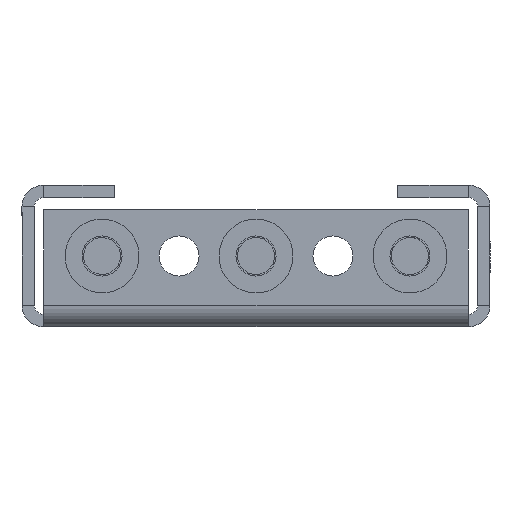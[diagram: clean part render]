
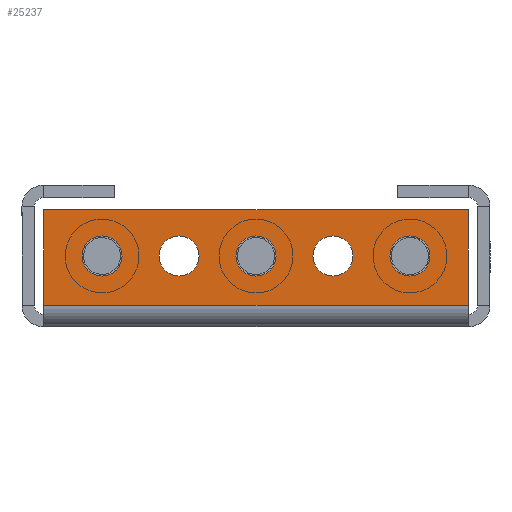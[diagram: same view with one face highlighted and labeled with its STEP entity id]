
A CAD part, left-side view. The second image highlights one B-rep face of the part: STEP entity #25237.
In plain terms, the highlighted planar face has unit normal (-1, 0, 0).
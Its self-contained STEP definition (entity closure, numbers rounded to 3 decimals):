
#53 = ORIENTED_EDGE ( 'NONE', *, *, #9623, .F. ) ;
#156 = FACE_BOUND ( 'NONE', #8642, .T. ) ;
#900 = ORIENTED_EDGE ( 'NONE', *, *, #11568, .F. ) ;
#1128 = DIRECTION ( 'NONE',  ( -1., 0., 0. ) ) ;
#1137 = CARTESIAN_POINT ( 'NONE',  ( -361.5, 9.5, 6.25 ) ) ;
#1670 = CARTESIAN_POINT ( 'NONE',  ( -361.5, 34.5, 6.25 ) ) ;
#1995 = CIRCLE ( 'NONE', #4422, 3.25 ) ;
#2100 = CARTESIAN_POINT ( 'NONE',  ( -361.5, 22., 6.25 ) ) ;
#2598 = EDGE_LOOP ( 'NONE', ( #900, #13493 ) ) ;
#2652 = VERTEX_POINT ( 'NONE', #6686 ) ;
#3121 = ORIENTED_EDGE ( 'NONE', *, *, #32831, .F. ) ;
#3170 = EDGE_CURVE ( 'NONE', #26128, #34273, #31285, .T. ) ;
#4174 = CIRCLE ( 'NONE', #30946, 3.25 ) ;
#4248 = VERTEX_POINT ( 'NONE', #13788 ) ;
#4422 = AXIS2_PLACEMENT_3D ( 'NONE', #9516, #1128, #12790 ) ;
#4578 = DIRECTION ( 'NONE',  ( 0., 0., 1. ) ) ;
#4838 = EDGE_CURVE ( 'NONE', #8946, #9307, #13939, .T. ) ;
#4933 = LINE ( 'NONE', #32822, #7752 ) ;
#5996 = CARTESIAN_POINT ( 'NONE',  ( -361.5, 69., 1.5 ) ) ;
#6476 = ORIENTED_EDGE ( 'NONE', *, *, #23465, .F. ) ;
#6549 = DIRECTION ( 'NONE',  ( 0., 0., 1. ) ) ;
#6686 = CARTESIAN_POINT ( 'NONE',  ( -361.5, 69., 17. ) ) ;
#6719 = VERTEX_POINT ( 'NONE', #35426 ) ;
#6766 = DIRECTION ( 'NONE',  ( 0., 0., 1. ) ) ;
#6790 = EDGE_CURVE ( 'NONE', #19975, #11787, #19779, .T. ) ;
#7483 = CIRCLE ( 'NONE', #34827, 3.25 ) ;
#7752 = VECTOR ( 'NONE', #4578, 1000. ) ;
#8073 = CARTESIAN_POINT ( 'NONE',  ( -361.5, 9.5, 9.5 ) ) ;
#8187 = VERTEX_POINT ( 'NONE', #1137 ) ;
#8440 = DIRECTION ( 'NONE',  ( 0., 0., -1. ) ) ;
#8494 = CARTESIAN_POINT ( 'NONE',  ( -361.5, 22., 9.5 ) ) ;
#8642 = EDGE_LOOP ( 'NONE', ( #3121, #29891 ) ) ;
#8729 = AXIS2_PLACEMENT_3D ( 'NONE', #20583, #14211, #6549 ) ;
#8827 = CARTESIAN_POINT ( 'NONE',  ( -361.5, 59.5, 12.75 ) ) ;
#8946 = VERTEX_POINT ( 'NONE', #12122 ) ;
#9307 = VERTEX_POINT ( 'NONE', #1670 ) ;
#9516 = CARTESIAN_POINT ( 'NONE',  ( -361.5, 9.5, 9.5 ) ) ;
#9623 = EDGE_CURVE ( 'NONE', #2652, #4248, #30619, .T. ) ;
#9831 = EDGE_LOOP ( 'NONE', ( #16388, #6476 ) ) ;
#9833 = DIRECTION ( 'NONE',  ( -1., 0., 0. ) ) ;
#9896 = CARTESIAN_POINT ( 'NONE',  ( -361.5, 34.5, 9.5 ) ) ;
#10099 = VECTOR ( 'NONE', #25328, 1000. ) ;
#10600 = AXIS2_PLACEMENT_3D ( 'NONE', #31841, #20170, #12520 ) ;
#10642 = EDGE_CURVE ( 'NONE', #12956, #8187, #1995, .T. ) ;
#11086 = FACE_BOUND ( 'NONE', #2598, .T. ) ;
#11291 = EDGE_LOOP ( 'NONE', ( #33968, #30599 ) ) ;
#11568 = EDGE_CURVE ( 'NONE', #34273, #26128, #33866, .T. ) ;
#11752 = CARTESIAN_POINT ( 'NONE',  ( -361.5, 0., 1.5 ) ) ;
#11787 = VERTEX_POINT ( 'NONE', #14296 ) ;
#11793 = CARTESIAN_POINT ( 'NONE',  ( -361.5, 69., 0. ) ) ;
#11903 = VERTEX_POINT ( 'NONE', #11752 ) ;
#12122 = CARTESIAN_POINT ( 'NONE',  ( -361.5, 34.5, 12.75 ) ) ;
#12520 = DIRECTION ( 'NONE',  ( 0., 0., 1. ) ) ;
#12715 = DIRECTION ( 'NONE',  ( -1., 0., 0. ) ) ;
#12790 = DIRECTION ( 'NONE',  ( 0., 0., -1. ) ) ;
#12798 = AXIS2_PLACEMENT_3D ( 'NONE', #9896, #26480, #18620 ) ;
#12897 = DIRECTION ( 'NONE',  ( 0., 0., 1. ) ) ;
#12956 = VERTEX_POINT ( 'NONE', #24356 ) ;
#13192 = DIRECTION ( 'NONE',  ( -1., 0., 0. ) ) ;
#13493 = ORIENTED_EDGE ( 'NONE', *, *, #3170, .F. ) ;
#13788 = CARTESIAN_POINT ( 'NONE',  ( -361.5, 0., 17. ) ) ;
#13939 = CIRCLE ( 'NONE', #12798, 3.25 ) ;
#13994 = PLANE ( 'NONE',  #31818 ) ;
#14211 = DIRECTION ( 'NONE',  ( -1., 0., 0. ) ) ;
#14296 = CARTESIAN_POINT ( 'NONE',  ( -361.5, 59.5, 6.25 ) ) ;
#14423 = AXIS2_PLACEMENT_3D ( 'NONE', #32167, #26514, #20861 ) ;
#15452 = ORIENTED_EDGE ( 'NONE', *, *, #31401, .T. ) ;
#15501 = AXIS2_PLACEMENT_3D ( 'NONE', #8073, #19184, #8440 ) ;
#15797 = VECTOR ( 'NONE', #33357, 1000. ) ;
#15848 = EDGE_CURVE ( 'NONE', #33837, #31284, #23724, .T. ) ;
#16388 = ORIENTED_EDGE ( 'NONE', *, *, #15848, .F. ) ;
#16719 = FACE_BOUND ( 'NONE', #26262, .T. ) ;
#16753 = LINE ( 'NONE', #5996, #15797 ) ;
#18250 = CARTESIAN_POINT ( 'NONE',  ( -361.5, 0., 0. ) ) ;
#18620 = DIRECTION ( 'NONE',  ( 0., 0., 1. ) ) ;
#18744 = CARTESIAN_POINT ( 'NONE',  ( -361.5, 59.5, 9.5 ) ) ;
#19005 = CARTESIAN_POINT ( 'NONE',  ( -361.5, 22., 9.5 ) ) ;
#19184 = DIRECTION ( 'NONE',  ( -1., 0., 0. ) ) ;
#19595 = DIRECTION ( 'NONE',  ( -1., 0., 0. ) ) ;
#19629 = FACE_BOUND ( 'NONE', #11291, .T. ) ;
#19779 = CIRCLE ( 'NONE', #8729, 3.25 ) ;
#19936 = VECTOR ( 'NONE', #6766, 1000. ) ;
#19975 = VERTEX_POINT ( 'NONE', #8827 ) ;
#20170 = DIRECTION ( 'NONE',  ( -1., 0., 0. ) ) ;
#20583 = CARTESIAN_POINT ( 'NONE',  ( -361.5, 59.5, 9.5 ) ) ;
#20861 = DIRECTION ( 'NONE',  ( 0., 0., 1. ) ) ;
#20876 = EDGE_LOOP ( 'NONE', ( #32118, #53, #27483, #15452 ) ) ;
#21465 = ORIENTED_EDGE ( 'NONE', *, *, #28369, .F. ) ;
#22050 = CARTESIAN_POINT ( 'NONE',  ( -361.5, 22., 12.75 ) ) ;
#22199 = DIRECTION ( 'NONE',  ( 0., 0., -1. ) ) ;
#22209 = EDGE_CURVE ( 'NONE', #8187, #12956, #32406, .T. ) ;
#22425 = EDGE_CURVE ( 'NONE', #11903, #4248, #23166, .T. ) ;
#22458 = CARTESIAN_POINT ( 'NONE',  ( -361.5, 47., 12.75 ) ) ;
#22629 = EDGE_CURVE ( 'NONE', #6719, #2652, #4933, .T. ) ;
#23166 = LINE ( 'NONE', #18250, #19936 ) ;
#23465 = EDGE_CURVE ( 'NONE', #31284, #33837, #26491, .T. ) ;
#23724 = CIRCLE ( 'NONE', #24329, 3.25 ) ;
#24329 = AXIS2_PLACEMENT_3D ( 'NONE', #8494, #19595, #30727 ) ;
#24356 = CARTESIAN_POINT ( 'NONE',  ( -361.5, 9.5, 12.75 ) ) ;
#25021 = DIRECTION ( 'NONE',  ( 0., 0., -1. ) ) ;
#25237 = ADVANCED_FACE ( 'NONE', ( #33848, #156, #11086, #19629, #16719, #36054 ), #13994, .F. ) ;
#25328 = DIRECTION ( 'NONE',  ( 0., -1., 0. ) ) ;
#26128 = VERTEX_POINT ( 'NONE', #22458 ) ;
#26262 = EDGE_LOOP ( 'NONE', ( #21465, #31493 ) ) ;
#26480 = DIRECTION ( 'NONE',  ( -1., 0., 0. ) ) ;
#26491 = CIRCLE ( 'NONE', #33450, 3.25 ) ;
#26514 = DIRECTION ( 'NONE',  ( -1., 0., 0. ) ) ;
#27483 = ORIENTED_EDGE ( 'NONE', *, *, #22629, .F. ) ;
#28369 = EDGE_CURVE ( 'NONE', #9307, #8946, #7483, .T. ) ;
#29891 = ORIENTED_EDGE ( 'NONE', *, *, #6790, .F. ) ;
#30452 = CARTESIAN_POINT ( 'NONE',  ( -361.5, 69., 17. ) ) ;
#30599 = ORIENTED_EDGE ( 'NONE', *, *, #10642, .F. ) ;
#30619 = LINE ( 'NONE', #30452, #10099 ) ;
#30727 = DIRECTION ( 'NONE',  ( 0., 0., -1. ) ) ;
#30946 = AXIS2_PLACEMENT_3D ( 'NONE', #18744, #9833, #34976 ) ;
#31284 = VERTEX_POINT ( 'NONE', #22050 ) ;
#31285 = CIRCLE ( 'NONE', #14423, 3.25 ) ;
#31401 = EDGE_CURVE ( 'NONE', #6719, #11903, #16753, .T. ) ;
#31493 = ORIENTED_EDGE ( 'NONE', *, *, #4838, .F. ) ;
#31818 = AXIS2_PLACEMENT_3D ( 'NONE', #11793, #33665, #22199 ) ;
#31841 = CARTESIAN_POINT ( 'NONE',  ( -361.5, 47., 9.5 ) ) ;
#32118 = ORIENTED_EDGE ( 'NONE', *, *, #22425, .T. ) ;
#32135 = CARTESIAN_POINT ( 'NONE',  ( -361.5, 47., 6.25 ) ) ;
#32167 = CARTESIAN_POINT ( 'NONE',  ( -361.5, 47., 9.5 ) ) ;
#32406 = CIRCLE ( 'NONE', #15501, 3.25 ) ;
#32822 = CARTESIAN_POINT ( 'NONE',  ( -361.5, 69., 0. ) ) ;
#32831 = EDGE_CURVE ( 'NONE', #11787, #19975, #4174, .T. ) ;
#33357 = DIRECTION ( 'NONE',  ( 0., -1., 0. ) ) ;
#33450 = AXIS2_PLACEMENT_3D ( 'NONE', #19005, #13192, #25021 ) ;
#33665 = DIRECTION ( 'NONE',  ( 1., 0., 0. ) ) ;
#33837 = VERTEX_POINT ( 'NONE', #2100 ) ;
#33848 = FACE_OUTER_BOUND ( 'NONE', #20876, .T. ) ;
#33866 = CIRCLE ( 'NONE', #10600, 3.25 ) ;
#33968 = ORIENTED_EDGE ( 'NONE', *, *, #22209, .F. ) ;
#34273 = VERTEX_POINT ( 'NONE', #32135 ) ;
#34761 = CARTESIAN_POINT ( 'NONE',  ( -361.5, 34.5, 9.5 ) ) ;
#34827 = AXIS2_PLACEMENT_3D ( 'NONE', #34761, #12715, #12897 ) ;
#34976 = DIRECTION ( 'NONE',  ( 0., 0., 1. ) ) ;
#35426 = CARTESIAN_POINT ( 'NONE',  ( -361.5, 69., 1.5 ) ) ;
#36054 = FACE_BOUND ( 'NONE', #9831, .T. ) ;
